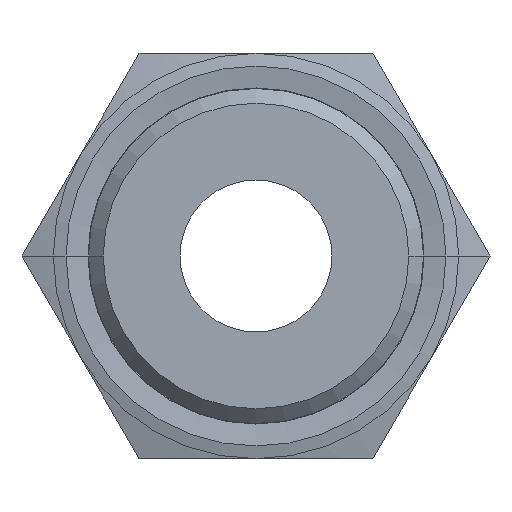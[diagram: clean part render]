
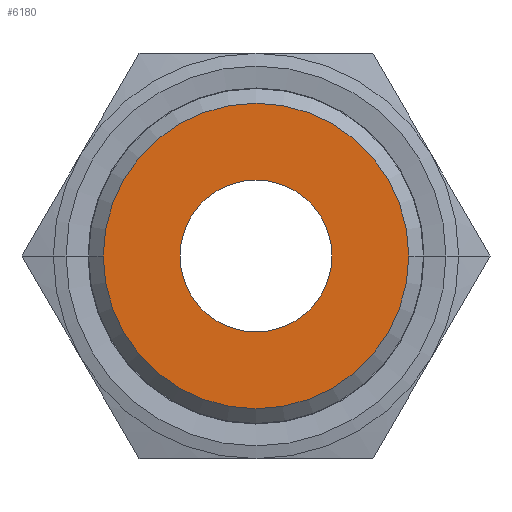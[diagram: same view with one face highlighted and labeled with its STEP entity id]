
A CAD part, left-side view. The second image highlights one B-rep face of the part: STEP entity #6180.
In plain terms, the highlighted planar face has unit normal (-1, 0, 0).
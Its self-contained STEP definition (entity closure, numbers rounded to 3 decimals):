
#5690=CARTESIAN_POINT('',(-16.,12.059,0.));
#5700=VERTEX_POINT('',#5690);
#5790=CARTESIAN_POINT('',(-16.,-12.059,0.));
#5800=VERTEX_POINT('',#5790);
#5830=CARTESIAN_POINT('',(-16.,0.,0.));
#5840=DIRECTION('',(1.,0.,0.));
#5850=DIRECTION('',(0.,-1.,0.));
#5860=AXIS2_PLACEMENT_3D('',#5830,#5840,#5850);
#5870=CIRCLE('',#5860,12.059);
#5880=EDGE_CURVE('',#5700,#5800,#5870,.T.);
#5930=CARTESIAN_POINT('',(-16.,6.029,0.));
#5940=DIRECTION('',(1.,-0.,-0.));
#5950=DIRECTION('',(-0.,-1.,0.));
#5960=AXIS2_PLACEMENT_3D('',#5930,#5940,#5950);
#5970=PLANE('',#5960);
#5980=EDGE_CURVE('',#5800,#5700,#5870,.T.);
#5990=ORIENTED_EDGE('',*,*,#5980,.F.);
#6000=ORIENTED_EDGE('',*,*,#5880,.F.);
#6010=EDGE_LOOP('',(#6000,#5990));
#6020=FACE_OUTER_BOUND('',#6010,.T.);
#6030=CARTESIAN_POINT('',(-16.,0.,0.));
#6040=DIRECTION('',(-1.,0.,0.));
#6050=DIRECTION('',(0.,1.,0.));
#6060=AXIS2_PLACEMENT_3D('',#6030,#6040,#6050);
#6070=CIRCLE('',#6060,6.);
#6080=CARTESIAN_POINT('',(-16.,6.,0.));
#6090=VERTEX_POINT('',#6080);
#6100=CARTESIAN_POINT('',(-16.,-6.,0.));
#6110=VERTEX_POINT('',#6100);
#6120=EDGE_CURVE('',#6090,#6110,#6070,.T.);
#6130=ORIENTED_EDGE('',*,*,#6120,.F.);
#6140=EDGE_CURVE('',#6110,#6090,#6070,.T.);
#6150=ORIENTED_EDGE('',*,*,#6140,.F.);
#6160=EDGE_LOOP('',(#6150,#6130));
#6170=FACE_BOUND('',#6160,.T.);
#6180=ADVANCED_FACE('',(#6020,#6170),#5970,.F.);
